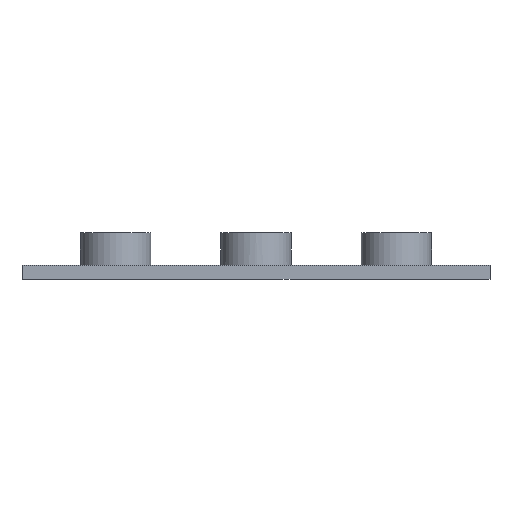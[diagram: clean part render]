
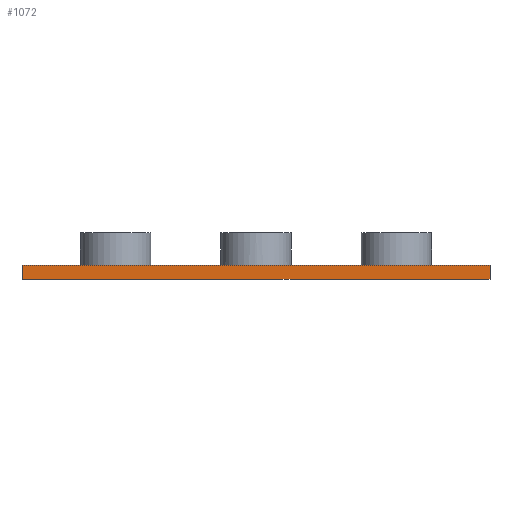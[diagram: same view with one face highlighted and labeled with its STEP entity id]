
A CAD part, front view. The second image highlights one B-rep face of the part: STEP entity #1072.
In plain terms, the highlighted planar face has unit normal (0, -1, 0).
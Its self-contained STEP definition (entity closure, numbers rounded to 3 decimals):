
#33 = PLANE('',#34);
#34 = AXIS2_PLACEMENT_3D('',#35,#36,#37);
#35 = CARTESIAN_POINT('',(30.,30.,0.));
#36 = DIRECTION('',(0.,0.,1.));
#37 = DIRECTION('',(1.,0.,-0.));
#86 = VERTEX_POINT('',#87);
#87 = CARTESIAN_POINT('',(-50.,-40.,0.));
#101 = PLANE('',#102);
#102 = AXIS2_PLACEMENT_3D('',#103,#104,#105);
#103 = CARTESIAN_POINT('',(-50.,40.,0.));
#104 = DIRECTION('',(1.,0.,-0.));
#105 = DIRECTION('',(0.,-1.,0.));
#113 = EDGE_CURVE('',#86,#114,#116,.T.);
#114 = VERTEX_POINT('',#115);
#115 = CARTESIAN_POINT('',(50.,-40.,0.));
#116 = SURFACE_CURVE('',#117,(#121,#128),.PCURVE_S1.);
#117 = LINE('',#118,#119);
#118 = CARTESIAN_POINT('',(-50.,-40.,0.));
#119 = VECTOR('',#120,1.);
#120 = DIRECTION('',(1.,0.,0.));
#121 = PCURVE('',#33,#122);
#122 = DEFINITIONAL_REPRESENTATION('',(#123),#127);
#123 = LINE('',#124,#125);
#124 = CARTESIAN_POINT('',(-80.,-70.));
#125 = VECTOR('',#126,1.);
#126 = DIRECTION('',(1.,0.));
#127 = ( GEOMETRIC_REPRESENTATION_CONTEXT(2) 
PARAMETRIC_REPRESENTATION_CONTEXT() REPRESENTATION_CONTEXT('2D SPACE',''
  ) );
#128 = PCURVE('',#129,#134);
#129 = PLANE('',#130);
#130 = AXIS2_PLACEMENT_3D('',#131,#132,#133);
#131 = CARTESIAN_POINT('',(-50.,-40.,0.));
#132 = DIRECTION('',(0.,1.,0.));
#133 = DIRECTION('',(1.,0.,0.));
#134 = DEFINITIONAL_REPRESENTATION('',(#135),#139);
#135 = LINE('',#136,#137);
#136 = CARTESIAN_POINT('',(0.,0.));
#137 = VECTOR('',#138,1.);
#138 = DIRECTION('',(1.,0.));
#139 = ( GEOMETRIC_REPRESENTATION_CONTEXT(2) 
PARAMETRIC_REPRESENTATION_CONTEXT() REPRESENTATION_CONTEXT('2D SPACE',''
  ) );
#157 = PLANE('',#158);
#158 = AXIS2_PLACEMENT_3D('',#159,#160,#161);
#159 = CARTESIAN_POINT('',(50.,-40.,0.));
#160 = DIRECTION('',(-1.,0.,0.));
#161 = DIRECTION('',(0.,1.,0.));
#773 = PLANE('',#774);
#774 = AXIS2_PLACEMENT_3D('',#775,#776,#777);
#775 = CARTESIAN_POINT('',(0.,0.,3.));
#776 = DIRECTION('',(0.,0.,1.));
#777 = DIRECTION('',(1.,0.,-0.));
#978 = EDGE_CURVE('',#114,#979,#981,.T.);
#979 = VERTEX_POINT('',#980);
#980 = CARTESIAN_POINT('',(50.,-40.,3.));
#981 = SURFACE_CURVE('',#982,(#986,#993),.PCURVE_S1.);
#982 = LINE('',#983,#984);
#983 = CARTESIAN_POINT('',(50.,-40.,0.));
#984 = VECTOR('',#985,1.);
#985 = DIRECTION('',(0.,0.,1.));
#986 = PCURVE('',#157,#987);
#987 = DEFINITIONAL_REPRESENTATION('',(#988),#992);
#988 = LINE('',#989,#990);
#989 = CARTESIAN_POINT('',(0.,0.));
#990 = VECTOR('',#991,1.);
#991 = DIRECTION('',(0.,-1.));
#992 = ( GEOMETRIC_REPRESENTATION_CONTEXT(2) 
PARAMETRIC_REPRESENTATION_CONTEXT() REPRESENTATION_CONTEXT('2D SPACE',''
  ) );
#993 = PCURVE('',#129,#994);
#994 = DEFINITIONAL_REPRESENTATION('',(#995),#999);
#995 = LINE('',#996,#997);
#996 = CARTESIAN_POINT('',(100.,0.));
#997 = VECTOR('',#998,1.);
#998 = DIRECTION('',(0.,-1.));
#999 = ( GEOMETRIC_REPRESENTATION_CONTEXT(2) 
PARAMETRIC_REPRESENTATION_CONTEXT() REPRESENTATION_CONTEXT('2D SPACE',''
  ) );
#1029 = VERTEX_POINT('',#1030);
#1030 = CARTESIAN_POINT('',(-50.,-40.,3.));
#1051 = EDGE_CURVE('',#86,#1029,#1052,.T.);
#1052 = SURFACE_CURVE('',#1053,(#1057,#1064),.PCURVE_S1.);
#1053 = LINE('',#1054,#1055);
#1054 = CARTESIAN_POINT('',(-50.,-40.,0.));
#1055 = VECTOR('',#1056,1.);
#1056 = DIRECTION('',(0.,0.,1.));
#1057 = PCURVE('',#101,#1058);
#1058 = DEFINITIONAL_REPRESENTATION('',(#1059),#1063);
#1059 = LINE('',#1060,#1061);
#1060 = CARTESIAN_POINT('',(80.,0.));
#1061 = VECTOR('',#1062,1.);
#1062 = DIRECTION('',(0.,-1.));
#1063 = ( GEOMETRIC_REPRESENTATION_CONTEXT(2) 
PARAMETRIC_REPRESENTATION_CONTEXT() REPRESENTATION_CONTEXT('2D SPACE',''
  ) );
#1064 = PCURVE('',#129,#1065);
#1065 = DEFINITIONAL_REPRESENTATION('',(#1066),#1070);
#1066 = LINE('',#1067,#1068);
#1067 = CARTESIAN_POINT('',(0.,0.));
#1068 = VECTOR('',#1069,1.);
#1069 = DIRECTION('',(0.,-1.));
#1070 = ( GEOMETRIC_REPRESENTATION_CONTEXT(2) 
PARAMETRIC_REPRESENTATION_CONTEXT() REPRESENTATION_CONTEXT('2D SPACE',''
  ) );
#1072 = ADVANCED_FACE('',(#1073),#129,.F.);
#1073 = FACE_BOUND('',#1074,.F.);
#1074 = EDGE_LOOP('',(#1075,#1076,#1097,#1098));
#1075 = ORIENTED_EDGE('',*,*,#1051,.T.);
#1076 = ORIENTED_EDGE('',*,*,#1077,.T.);
#1077 = EDGE_CURVE('',#1029,#979,#1078,.T.);
#1078 = SURFACE_CURVE('',#1079,(#1083,#1090),.PCURVE_S1.);
#1079 = LINE('',#1080,#1081);
#1080 = CARTESIAN_POINT('',(-50.,-40.,3.));
#1081 = VECTOR('',#1082,1.);
#1082 = DIRECTION('',(1.,0.,0.));
#1083 = PCURVE('',#129,#1084);
#1084 = DEFINITIONAL_REPRESENTATION('',(#1085),#1089);
#1085 = LINE('',#1086,#1087);
#1086 = CARTESIAN_POINT('',(0.,-3.));
#1087 = VECTOR('',#1088,1.);
#1088 = DIRECTION('',(1.,0.));
#1089 = ( GEOMETRIC_REPRESENTATION_CONTEXT(2) 
PARAMETRIC_REPRESENTATION_CONTEXT() REPRESENTATION_CONTEXT('2D SPACE',''
  ) );
#1090 = PCURVE('',#773,#1091);
#1091 = DEFINITIONAL_REPRESENTATION('',(#1092),#1096);
#1092 = LINE('',#1093,#1094);
#1093 = CARTESIAN_POINT('',(-50.,-40.));
#1094 = VECTOR('',#1095,1.);
#1095 = DIRECTION('',(1.,0.));
#1096 = ( GEOMETRIC_REPRESENTATION_CONTEXT(2) 
PARAMETRIC_REPRESENTATION_CONTEXT() REPRESENTATION_CONTEXT('2D SPACE',''
  ) );
#1097 = ORIENTED_EDGE('',*,*,#978,.F.);
#1098 = ORIENTED_EDGE('',*,*,#113,.F.);
